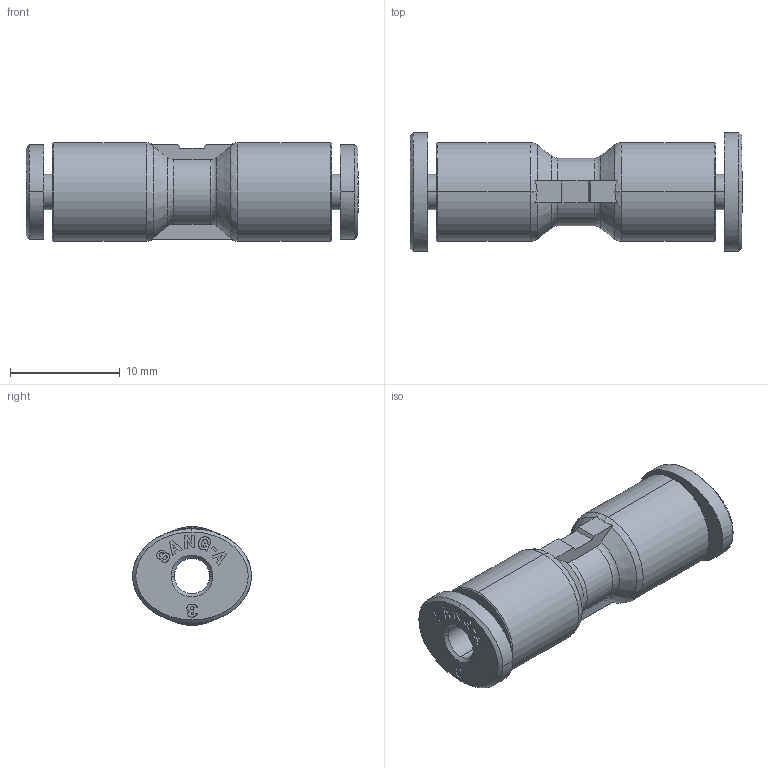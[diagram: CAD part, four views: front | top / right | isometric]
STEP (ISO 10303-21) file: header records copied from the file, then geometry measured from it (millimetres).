
FILE_DESCRIPTION (( 'STEP AP214' ), '1' );
FILE_NAME ('PUC03.STEP', '2015-09-24T09:01:33', ( '' ), ( '' ), 'SwSTEP 2.0', 'SolidWorks 2015', '' );
FILE_SCHEMA (( 'AUTOMOTIVE_DESIGN' ));
Length unit declared in the file: millimetre
Products named in the file (1): PUC03
Bounding box: 30.2 x 10.8 x 9 mm (x, y, z)
Surface area: 1405 mm2 (no closed solid volume)
Topology: 0 solids, 3 shells, 447 faces, 1353 edges, 902 vertices
Faces by surface type: plane 342, bspline 64, cylinder 24, cone 13, torus 4
Entity records: 21437 total; most frequent: CARTESIAN_POINT 5041, ORIENTED_EDGE 2582, DIRECTION 2027, EDGE_CURVE 1353, VECTOR 1095, LINE 1095, VERTEX_POINT 902, EDGE_LOOP 471
